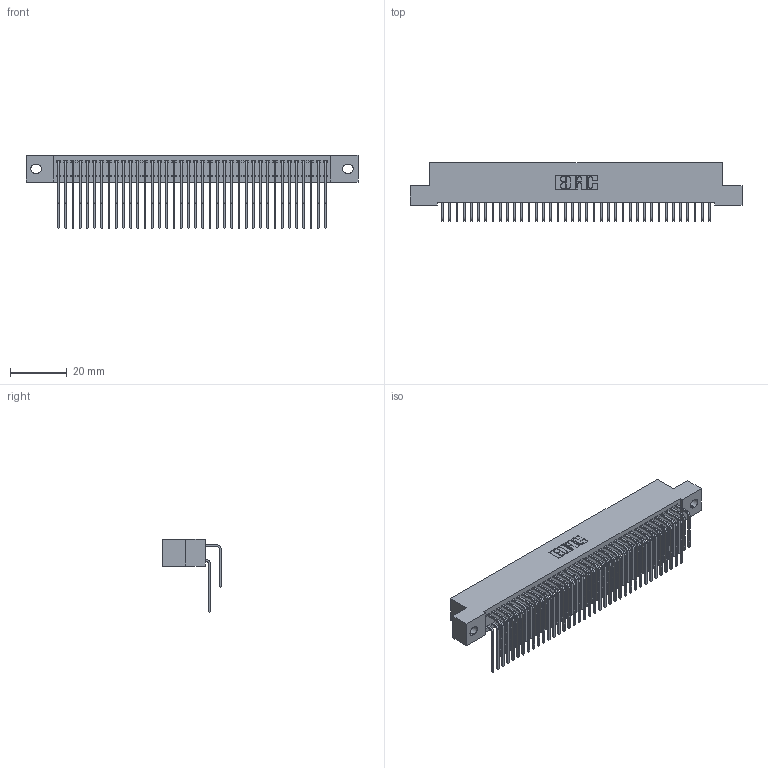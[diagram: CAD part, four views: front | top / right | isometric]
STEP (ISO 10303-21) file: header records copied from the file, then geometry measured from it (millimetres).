
FILE_DESCRIPTION (( 'STEP AP203' ), '1' );
FILE_NAME ('392-076-559-202.STEP', '2019-10-09T13:44:12', ( '' ), ( '' ), 'SwSTEP 2.0', 'SolidWorks 2016', '' );
FILE_SCHEMA (( 'CONFIG_CONTROL_DESIGN' ));
Length unit declared in the file: inch
Products named in the file (4): 345-292-001_558 559 Tail - 1; 345-292-001_559 Tail - 2; 392-076-559-202; 342 Part_.128 Slot
Assembly tree (77 placements, depth 2):
  392-076-559-202
    342 Part_.128 Slot
    345-292-001_558 559 Tail - 1  x38
    345-292-001_559 Tail - 2  x38
Bounding box: 116.84 x 20.64 x 25.78 mm (x, y, z)
Volume: 10865.4 mm3; surface area: 19330.4 mm2
Topology: 77 solids, 77 shells, 4218 faces, 12547 edges, 8262 vertices
Faces by surface type: plane 2958, cylinder 1260
Entity records: 26751 total; most frequent: CARTESIAN_POINT 4489, ORIENTED_EDGE 4374, DIRECTION 3823, EDGE_CURVE 2187, LINE 2019, VECTOR 2019, VERTEX_POINT 1454, AXIS2_PLACEMENT_3D 902
